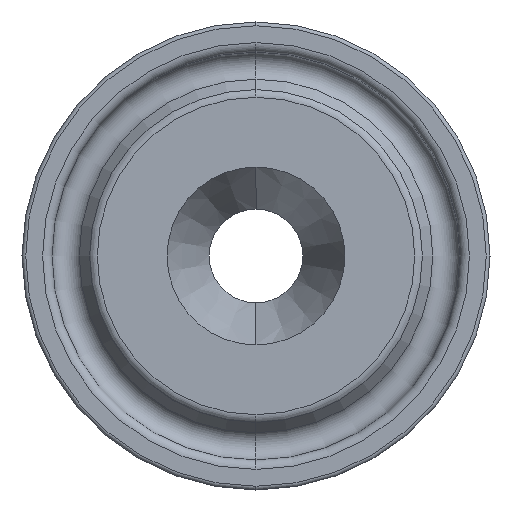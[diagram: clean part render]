
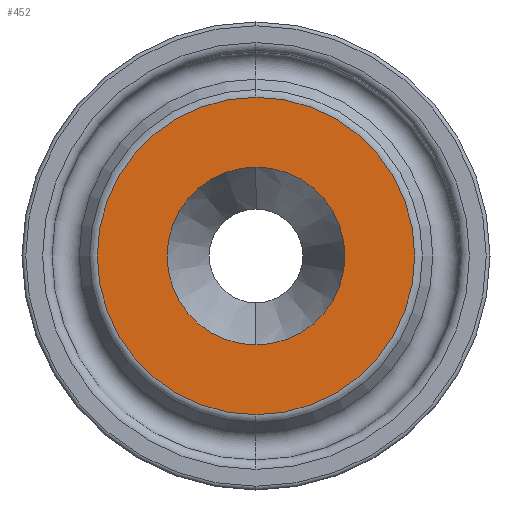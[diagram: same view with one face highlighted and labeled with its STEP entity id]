
A CAD part, left-side view. The second image highlights one B-rep face of the part: STEP entity #452.
In plain terms, the highlighted planar face has unit normal (-1, 0, 0).
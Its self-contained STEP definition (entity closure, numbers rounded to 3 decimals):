
#6 = VERTEX_POINT ( 'NONE', #853 ) ;
#31 = CARTESIAN_POINT ( 'NONE',  ( 0.8, 0., 0. ) ) ;
#42 = VERTEX_POINT ( 'NONE', #226 ) ;
#43 = DIRECTION ( 'NONE',  ( 0., 0., 1. ) ) ;
#82 = ORIENTED_EDGE ( 'NONE', *, *, #667, .T. ) ;
#91 = DIRECTION ( 'NONE',  ( 0., 0., 1. ) ) ;
#100 = EDGE_CURVE ( 'NONE', #215, #717, #1064, .T. ) ;
#108 = CIRCLE ( 'NONE', #708, 8.478 ) ;
#148 = CARTESIAN_POINT ( 'NONE',  ( 0.8, 0., 4.75 ) ) ;
#164 = FACE_OUTER_BOUND ( 'NONE', #1002, .T. ) ;
#204 = DIRECTION ( 'NONE',  ( -1., 0., 0. ) ) ;
#215 = VERTEX_POINT ( 'NONE', #148 ) ;
#226 = CARTESIAN_POINT ( 'NONE',  ( 0.8, 0., -8.478 ) ) ;
#262 = EDGE_LOOP ( 'NONE', ( #535, #675 ) ) ;
#316 = AXIS2_PLACEMENT_3D ( 'NONE', #694, #859, #91 ) ;
#369 = AXIS2_PLACEMENT_3D ( 'NONE', #798, #204, #792 ) ;
#452 = ADVANCED_FACE ( 'NONE', ( #663, #164 ), #757, .F. ) ;
#497 = CARTESIAN_POINT ( 'NONE',  ( 0.8, 2.5, 0. ) ) ;
#535 = ORIENTED_EDGE ( 'NONE', *, *, #100, .F. ) ;
#581 = AXIS2_PLACEMENT_3D ( 'NONE', #31, #875, #950 ) ;
#583 = EDGE_CURVE ( 'NONE', #717, #215, #799, .T. ) ;
#623 = EDGE_CURVE ( 'NONE', #6, #42, #779, .T. ) ;
#634 = ORIENTED_EDGE ( 'NONE', *, *, #623, .T. ) ;
#663 = FACE_BOUND ( 'NONE', #262, .T. ) ;
#667 = EDGE_CURVE ( 'NONE', #42, #6, #108, .T. ) ;
#675 = ORIENTED_EDGE ( 'NONE', *, *, #583, .F. ) ;
#694 = CARTESIAN_POINT ( 'NONE',  ( 0.8, 0., 0. ) ) ;
#708 = AXIS2_PLACEMENT_3D ( 'NONE', #978, #808, #43 ) ;
#717 = VERTEX_POINT ( 'NONE', #899 ) ;
#739 = AXIS2_PLACEMENT_3D ( 'NONE', #497, #836, #1009 ) ;
#757 = PLANE ( 'NONE',  #739 ) ;
#779 = CIRCLE ( 'NONE', #581, 8.478 ) ;
#792 = DIRECTION ( 'NONE',  ( 0., 0., 1. ) ) ;
#798 = CARTESIAN_POINT ( 'NONE',  ( 0.8, 0., 0. ) ) ;
#799 = CIRCLE ( 'NONE', #316, 4.75 ) ;
#808 = DIRECTION ( 'NONE',  ( -1., 0., 0. ) ) ;
#836 = DIRECTION ( 'NONE',  ( 1., 0., 0. ) ) ;
#853 = CARTESIAN_POINT ( 'NONE',  ( 0.8, 0., 8.478 ) ) ;
#859 = DIRECTION ( 'NONE',  ( -1., 0., 0. ) ) ;
#875 = DIRECTION ( 'NONE',  ( -1., 0., 0. ) ) ;
#899 = CARTESIAN_POINT ( 'NONE',  ( 0.8, 0., -4.75 ) ) ;
#950 = DIRECTION ( 'NONE',  ( 0., 0., 1. ) ) ;
#978 = CARTESIAN_POINT ( 'NONE',  ( 0.8, 0., 0. ) ) ;
#1002 = EDGE_LOOP ( 'NONE', ( #634, #82 ) ) ;
#1009 = DIRECTION ( 'NONE',  ( 0., 0., -1. ) ) ;
#1064 = CIRCLE ( 'NONE', #369, 4.75 ) ;
